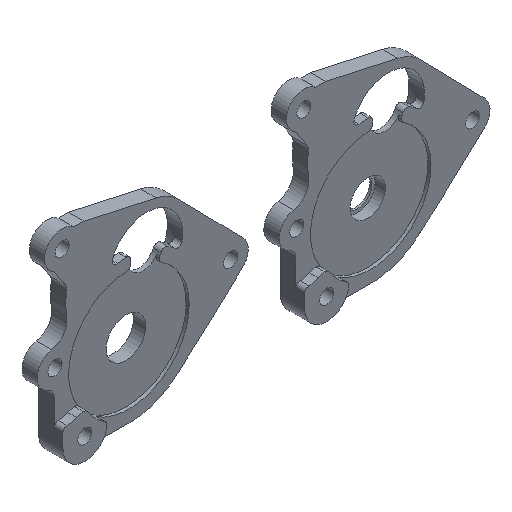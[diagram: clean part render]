
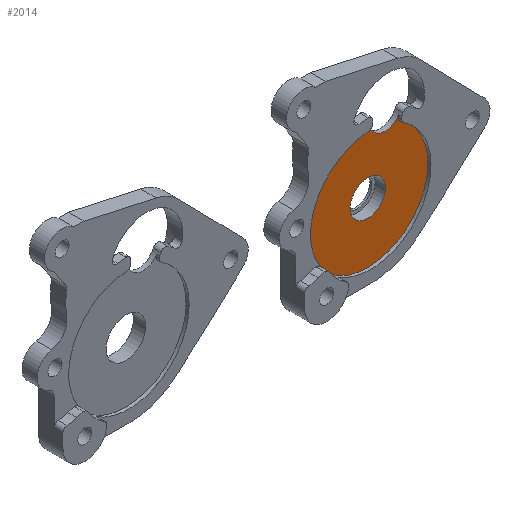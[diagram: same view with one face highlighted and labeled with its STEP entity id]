
A CAD part, isometric view. The second image highlights one B-rep face of the part: STEP entity #2014.
In plain terms, the highlighted planar face has unit normal (0, -1, 0).
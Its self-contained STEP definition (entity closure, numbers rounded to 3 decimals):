
#422=FACE_BOUND('',#600,.T.);
#481=FACE_OUTER_BOUND('',#599,.T.);
#599=EDGE_LOOP('',(#1594,#1595,#1596,#1597));
#600=EDGE_LOOP('',(#1598));
#693=CIRCLE('',#2133,13.7);
#733=CIRCLE('',#2191,1.);
#734=CIRCLE('',#2193,3.6);
#736=CIRCLE('',#2196,1.);
#744=CIRCLE('',#2217,4.);
#847=VERTEX_POINT('',#3105);
#848=VERTEX_POINT('',#3107);
#907=VERTEX_POINT('',#3264);
#908=VERTEX_POINT('',#3268);
#917=VERTEX_POINT('',#3315);
#1057=EDGE_CURVE('',#847,#848,#693,.F.);
#1137=EDGE_CURVE('',#848,#907,#733,.F.);
#1139=EDGE_CURVE('',#908,#907,#734,.F.);
#1144=EDGE_CURVE('',#908,#847,#736,.F.);
#1163=EDGE_CURVE('',#917,#917,#744,.F.);
#1594=ORIENTED_EDGE('',*,*,#1139,.T.);
#1595=ORIENTED_EDGE('',*,*,#1137,.F.);
#1596=ORIENTED_EDGE('',*,*,#1057,.F.);
#1597=ORIENTED_EDGE('',*,*,#1144,.F.);
#1598=ORIENTED_EDGE('',*,*,#1163,.T.);
#1944=PLANE('',#2220);
#2014=ADVANCED_FACE('',(#481,#422),#1944,.F.);
#2133=AXIS2_PLACEMENT_3D('',#3108,#2440,#2441);
#2191=AXIS2_PLACEMENT_3D('',#3265,#2596,#2597);
#2193=AXIS2_PLACEMENT_3D('',#3269,#2601,#2602);
#2196=AXIS2_PLACEMENT_3D('',#3277,#2610,#2611);
#2217=AXIS2_PLACEMENT_3D('',#3316,#2663,#2664);
#2220=AXIS2_PLACEMENT_3D('',#3321,#2671,#2672);
#2440=DIRECTION('center_axis',(0.,-1.,0.));
#2441=DIRECTION('ref_axis',(-0.259,0.,-0.966));
#2596=DIRECTION('center_axis',(0.,1.,0.));
#2597=DIRECTION('ref_axis',(0.73,0.,-0.683));
#2601=DIRECTION('center_axis',(0.,-1.,0.));
#2602=DIRECTION('ref_axis',(-0.966,0.,-0.259));
#2610=DIRECTION('center_axis',(0.,1.,0.));
#2611=DIRECTION('ref_axis',(-0.974,0.,-0.225));
#2663=DIRECTION('center_axis',(0.,-1.,0.));
#2664=DIRECTION('ref_axis',(-1.,0.,0.));
#2671=DIRECTION('center_axis',(0.,1.,0.));
#2672=DIRECTION('ref_axis',(-1.,0.,0.));
#3105=CARTESIAN_POINT('',(-3.81,29.154,38.497));
#3107=CARTESIAN_POINT('',(-11.753,29.154,40.631));
#3108=CARTESIAN_POINT('Origin',(-11.171,29.154,26.943));
#3264=CARTESIAN_POINT('',(-10.796,29.154,41.654));
#3265=CARTESIAN_POINT('Origin',(-11.795,29.154,41.63));
#3268=CARTESIAN_POINT('',(-4.126,29.154,39.863));
#3269=CARTESIAN_POINT('Origin',(-7.197,29.154,41.741));
#3277=CARTESIAN_POINT('Origin',(-3.272,29.154,39.341));
#3315=CARTESIAN_POINT('',(-7.171,29.154,26.943));
#3316=CARTESIAN_POINT('Origin',(-11.171,29.154,26.943));
#3321=CARTESIAN_POINT('Origin',(-11.171,29.154,26.943));
